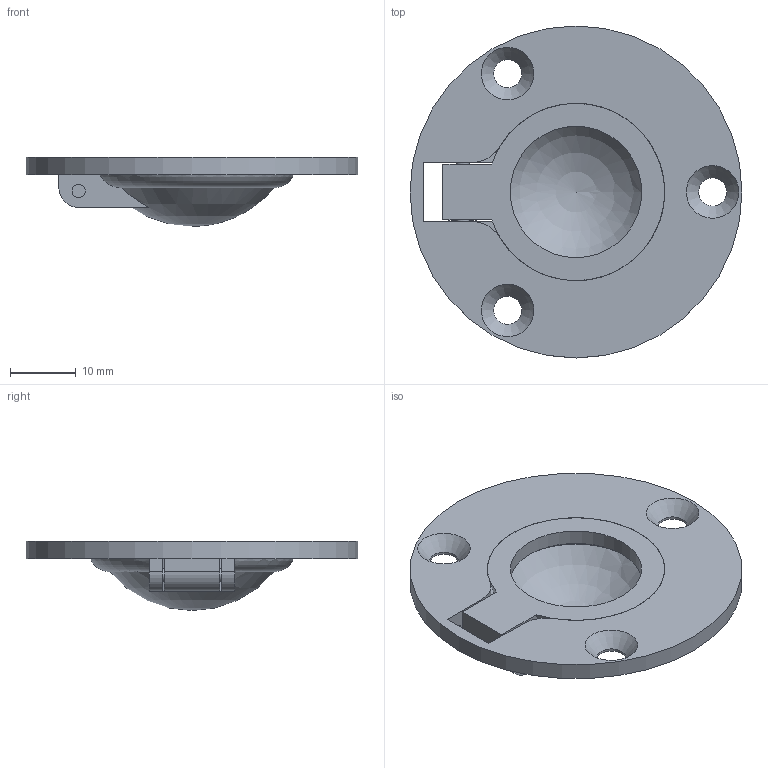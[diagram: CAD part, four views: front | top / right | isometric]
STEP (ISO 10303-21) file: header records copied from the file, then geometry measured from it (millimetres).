
FILE_DESCRIPTION(/* description */ (''),/* implementation_level */ '2;1');
FILE_NAME(/* name */ 'DR_A-MS316-1.stp',/* time_stamp */ '2017-07-18T12:59:14+09:00',/* author */ ('user'),/* organization */ (''),/* preprocessor_version */ 'ST-DEVELOPER v15.6',/* originating_system */ 'Autodesk Inventor 2015',/* authorisation */ '');
FILE_SCHEMA (('AUTOMOTIVE_DESIGN { 1 0 10303 214 3 1 1 }'));
Length unit declared in the file: millimetre
Products named in the file (1): DR_A-MS316-1
Bounding box: 50.5 x 50.5 x 10.5 mm (x, y, z)
Volume: 6099.6 mm3; surface area: 6153.5 mm2
Topology: 3 solids, 3 shells, 40 faces, 105 edges, 70 vertices
Faces by surface type: plane 19, cylinder 13, cone 4, sphere 2, torus 2
Full cylindrical faces by diameter (mm): 2 x1, 4.3 x3, 20 x1, 50.5 x1
Entity records: 1174 total; most frequent: CARTESIAN_POINT 208, DIRECTION 202, ORIENTED_EDGE 172, EDGE_CURVE 86, AXIS2_PLACEMENT_3D 79, VERTEX_POINT 63, EDGE_LOOP 61, LINE 44
